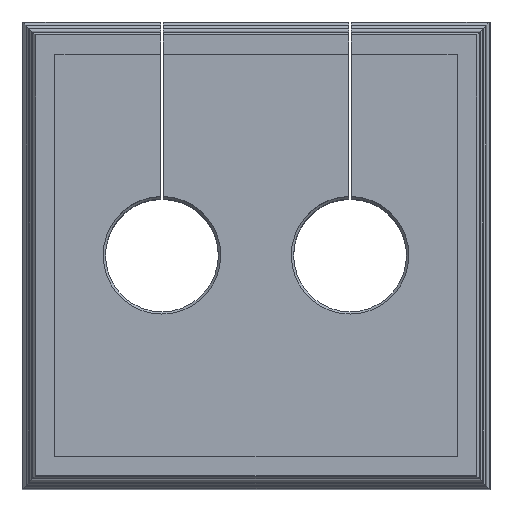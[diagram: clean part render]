
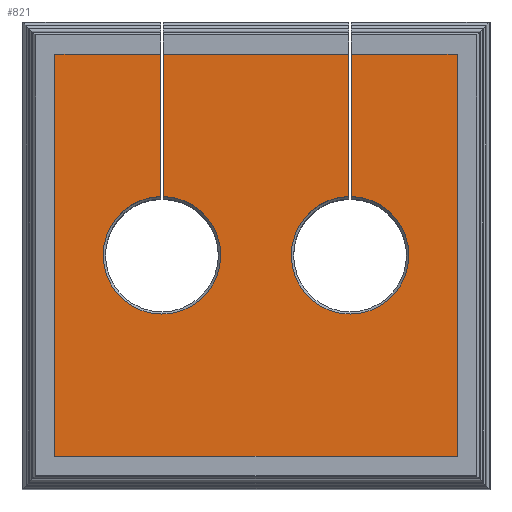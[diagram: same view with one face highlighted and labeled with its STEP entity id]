
A CAD part, top view. The second image highlights one B-rep face of the part: STEP entity #821.
In plain terms, the highlighted planar face has unit normal (0, 0, 1).
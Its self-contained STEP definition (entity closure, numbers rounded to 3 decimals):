
#129=FACE_OUTER_BOUND('',#1127,.T.);
#267=LINE('',#3792,#542);
#303=LINE('',#3860,#578);
#399=LINE('',#4104,#674);
#400=LINE('',#4109,#675);
#401=LINE('',#4110,#676);
#402=LINE('',#4112,#677);
#403=LINE('',#4114,#678);
#404=LINE('',#4115,#679);
#405=LINE('',#4119,#680);
#406=LINE('',#4121,#681);
#542=VECTOR('',#2971,1.);
#578=VECTOR('',#3029,1.);
#674=VECTOR('',#3265,1.);
#675=VECTOR('',#3268,1.);
#676=VECTOR('',#3269,1.);
#677=VECTOR('',#3270,1.);
#678=VECTOR('',#3271,1.);
#679=VECTOR('',#3272,1.);
#680=VECTOR('',#3275,1.);
#681=VECTOR('',#3276,1.);
#821=ADVANCED_FACE('',(#129),#952,.T.);
#952=PLANE('',#2790);
#1026=CIRCLE('',#2788,2.5);
#1027=CIRCLE('',#2789,2.5);
#1127=EDGE_LOOP('',(#1559,#1560,#1561,#1562,#1563,#1564,#1565,#1566,#1567,
#1568,#1569,#1570));
#1559=ORIENTED_EDGE('',*,*,#2469,.F.);
#1560=ORIENTED_EDGE('',*,*,#2470,.T.);
#1561=ORIENTED_EDGE('',*,*,#2471,.T.);
#1562=ORIENTED_EDGE('',*,*,#2316,.T.);
#1563=ORIENTED_EDGE('',*,*,#2472,.T.);
#1564=ORIENTED_EDGE('',*,*,#2473,.T.);
#1565=ORIENTED_EDGE('',*,*,#2474,.T.);
#1566=ORIENTED_EDGE('',*,*,#2352,.T.);
#1567=ORIENTED_EDGE('',*,*,#2475,.T.);
#1568=ORIENTED_EDGE('',*,*,#2476,.T.);
#1569=ORIENTED_EDGE('',*,*,#2477,.F.);
#1570=ORIENTED_EDGE('',*,*,#2478,.T.);
#2051=VERTEX_POINT('',#3787);
#2053=VERTEX_POINT('',#3791);
#2074=VERTEX_POINT('',#3859);
#2075=VERTEX_POINT('',#3861);
#2153=VERTEX_POINT('',#4105);
#2154=VERTEX_POINT('',#4106);
#2155=VERTEX_POINT('',#4108);
#2156=VERTEX_POINT('',#4111);
#2157=VERTEX_POINT('',#4113);
#2158=VERTEX_POINT('',#4116);
#2159=VERTEX_POINT('',#4118);
#2160=VERTEX_POINT('',#4120);
#2316=EDGE_CURVE('',#2051,#2053,#267,.T.);
#2352=EDGE_CURVE('',#2075,#2074,#303,.T.);
#2469=EDGE_CURVE('',#2153,#2154,#399,.T.);
#2470=EDGE_CURVE('',#2153,#2155,#1026,.T.);
#2471=EDGE_CURVE('',#2155,#2051,#400,.T.);
#2472=EDGE_CURVE('',#2053,#2156,#401,.T.);
#2473=EDGE_CURVE('',#2156,#2157,#402,.T.);
#2474=EDGE_CURVE('',#2157,#2075,#403,.T.);
#2475=EDGE_CURVE('',#2074,#2158,#404,.T.);
#2476=EDGE_CURVE('',#2158,#2159,#1027,.T.);
#2477=EDGE_CURVE('',#2160,#2159,#405,.T.);
#2478=EDGE_CURVE('',#2160,#2154,#406,.T.);
#2788=AXIS2_PLACEMENT_3D('',#4107,#3266,#3267);
#2789=AXIS2_PLACEMENT_3D('',#4117,#3273,#3274);
#2790=AXIS2_PLACEMENT_3D('',#4122,#3277,#3278);
#2971=DIRECTION('',(-1.,0.,0.));
#3029=DIRECTION('',(-1.,0.,0.));
#3265=DIRECTION('',(0.,1.,0.));
#3266=DIRECTION('',(0.,0.,-1.));
#3267=DIRECTION('',(1.,0.,0.));
#3268=DIRECTION('',(0.,1.,0.));
#3269=DIRECTION('',(0.,-1.,0.));
#3270=DIRECTION('',(1.,0.,0.));
#3271=DIRECTION('',(0.,1.,0.));
#3272=DIRECTION('',(0.,-1.,0.));
#3273=DIRECTION('',(0.,0.,-1.));
#3274=DIRECTION('',(1.,0.,0.));
#3275=DIRECTION('',(0.,-1.,0.));
#3276=DIRECTION('',(-1.,0.,0.));
#3277=DIRECTION('',(0.,0.,1.));
#3278=DIRECTION('',(-1.,0.,0.));
#3787=CARTESIAN_POINT('',(-4.05,8.55,17.7));
#3791=CARTESIAN_POINT('',(-8.55,8.55,17.7));
#3792=CARTESIAN_POINT('',(8.55,8.55,17.7));
#3859=CARTESIAN_POINT('',(4.05,8.55,17.7));
#3860=CARTESIAN_POINT('',(8.55,8.55,17.7));
#3861=CARTESIAN_POINT('',(8.55,8.55,17.7));
#4104=CARTESIAN_POINT('',(-3.95,0.,17.7));
#4105=CARTESIAN_POINT('',(-3.95,2.499,17.7));
#4106=CARTESIAN_POINT('',(-3.95,8.55,17.7));
#4107=CARTESIAN_POINT('',(-4.,0.,17.7));
#4108=CARTESIAN_POINT('',(-4.05,2.499,17.7));
#4109=CARTESIAN_POINT('',(-4.05,0.,17.7));
#4110=CARTESIAN_POINT('',(-8.55,8.55,17.7));
#4111=CARTESIAN_POINT('',(-8.55,-8.55,17.7));
#4112=CARTESIAN_POINT('',(-8.55,-8.55,17.7));
#4113=CARTESIAN_POINT('',(8.55,-8.55,17.7));
#4114=CARTESIAN_POINT('',(8.55,-8.55,17.7));
#4115=CARTESIAN_POINT('',(4.05,0.,17.7));
#4116=CARTESIAN_POINT('',(4.05,2.499,17.7));
#4117=CARTESIAN_POINT('',(4.,0.,17.7));
#4118=CARTESIAN_POINT('',(3.95,2.499,17.7));
#4119=CARTESIAN_POINT('',(3.95,0.,17.7));
#4120=CARTESIAN_POINT('',(3.95,8.55,17.7));
#4121=CARTESIAN_POINT('',(8.55,8.55,17.7));
#4122=CARTESIAN_POINT('',(0.,0.,17.7));
